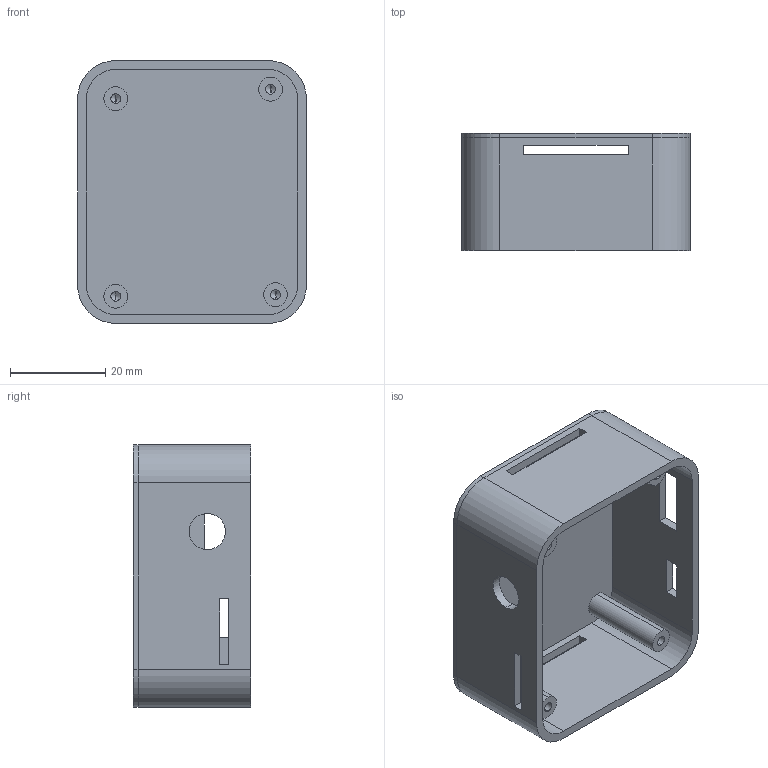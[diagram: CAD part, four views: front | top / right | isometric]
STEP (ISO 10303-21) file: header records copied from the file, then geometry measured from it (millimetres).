
FILE_DESCRIPTION (( 'STEP AP203' ), '1' );
FILE_NAME ('Iris_case_v2.STEP', '2023-08-13T08:50:41', ( '' ), ( '' ), 'SwSTEP 2.0', 'SolidWorks 2020', '' );
FILE_SCHEMA (( 'CONFIG_CONTROL_DESIGN' ));
Length unit declared in the file: millimetre
Products named in the file (4): Iris; thread; Iris_case_v2; BOTTOM
Assembly tree (6 placements, depth 2):
  Iris_case_v2
    Iris
    BOTTOM
    thread  x4
Bounding box: 47.95 x 24.6 x 55.09 mm (x, y, z)
Volume: 11709.6 mm3; surface area: 16252.5 mm2
Topology: 6 solids, 6 shells, 82 faces, 202 edges, 128 vertices
Faces by surface type: plane 44, cylinder 30, cone 8
Entity records: 2322 total; most frequent: DIRECTION 322, CARTESIAN_POINT 320, ORIENTED_EDGE 304, EDGE_CURVE 152, VECTOR 116, LINE 116, AXIS2_PLACEMENT_3D 103, VERTEX_POINT 101
